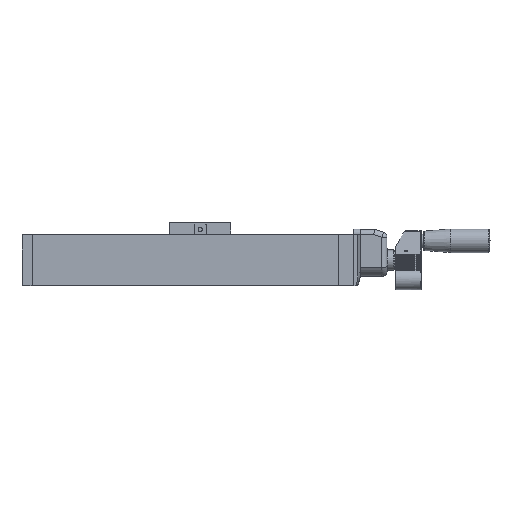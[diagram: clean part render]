
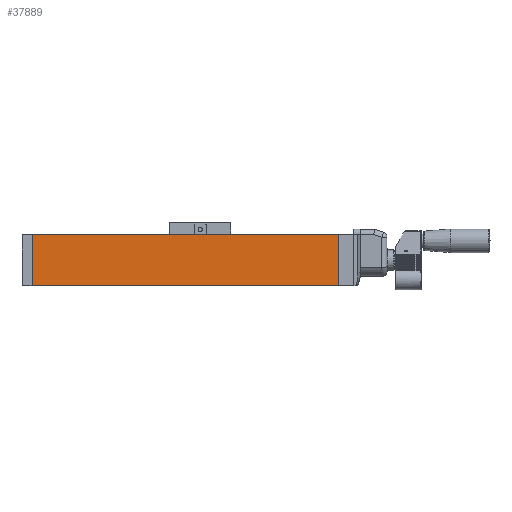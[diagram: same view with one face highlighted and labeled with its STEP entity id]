
A CAD part, left-side view. The second image highlights one B-rep face of the part: STEP entity #37889.
In plain terms, the highlighted planar face has unit normal (-1, 0, 0).
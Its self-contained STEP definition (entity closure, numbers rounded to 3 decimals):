
#642=LINE('',#49355,#3470);
#696=LINE('',#49491,#3524);
#697=LINE('',#49493,#3525);
#698=LINE('',#49495,#3526);
#3470=VECTOR('',#41889,1000.);
#3524=VECTOR('',#41991,1000.);
#3525=VECTOR('',#41994,1000.);
#3526=VECTOR('',#41995,1000.);
#6299=PLANE('',#39557);
#7733=ORIENTED_EDGE('',*,*,#15679,.T.);
#7734=ORIENTED_EDGE('',*,*,#15680,.F.);
#7735=ORIENTED_EDGE('',*,*,#15616,.F.);
#7736=ORIENTED_EDGE('',*,*,#15678,.T.);
#15616=EDGE_CURVE('',#19608,#19609,#642,.T.);
#15678=EDGE_CURVE('',#19608,#19666,#696,.T.);
#15679=EDGE_CURVE('',#19666,#19667,#697,.T.);
#15680=EDGE_CURVE('',#19609,#19667,#698,.T.);
#19608=VERTEX_POINT('',#49354);
#19609=VERTEX_POINT('',#49356);
#19666=VERTEX_POINT('',#49490);
#19667=VERTEX_POINT('',#49494);
#23039=EDGE_LOOP('',(#7733,#7734,#7735,#7736));
#25030=FACE_BOUND('',#23039,.T.);
#37889=ADVANCED_FACE('',(#25030),#6299,.F.);
#39557=AXIS2_PLACEMENT_3D('',#49492,#41992,#41993);
#41889=DIRECTION('',(0.,0.,1.));
#41991=DIRECTION('',(0.,-1.,0.));
#41992=DIRECTION('',(1.,0.,0.));
#41993=DIRECTION('',(0.,0.,-1.));
#41994=DIRECTION('',(0.,0.,1.));
#41995=DIRECTION('',(0.,-1.,0.));
#49354=CARTESIAN_POINT('',(-25.,300.,-25.));
#49355=CARTESIAN_POINT('',(-25.,300.,-25.));
#49356=CARTESIAN_POINT('',(-25.,300.,25.));
#49490=CARTESIAN_POINT('',(-25.,0.,-25.));
#49491=CARTESIAN_POINT('',(-25.,100.,-25.));
#49492=CARTESIAN_POINT('',(-25.,100.,-25.));
#49493=CARTESIAN_POINT('',(-25.,0.,-25.));
#49494=CARTESIAN_POINT('',(-25.,0.,25.));
#49495=CARTESIAN_POINT('',(-25.,100.,25.));
